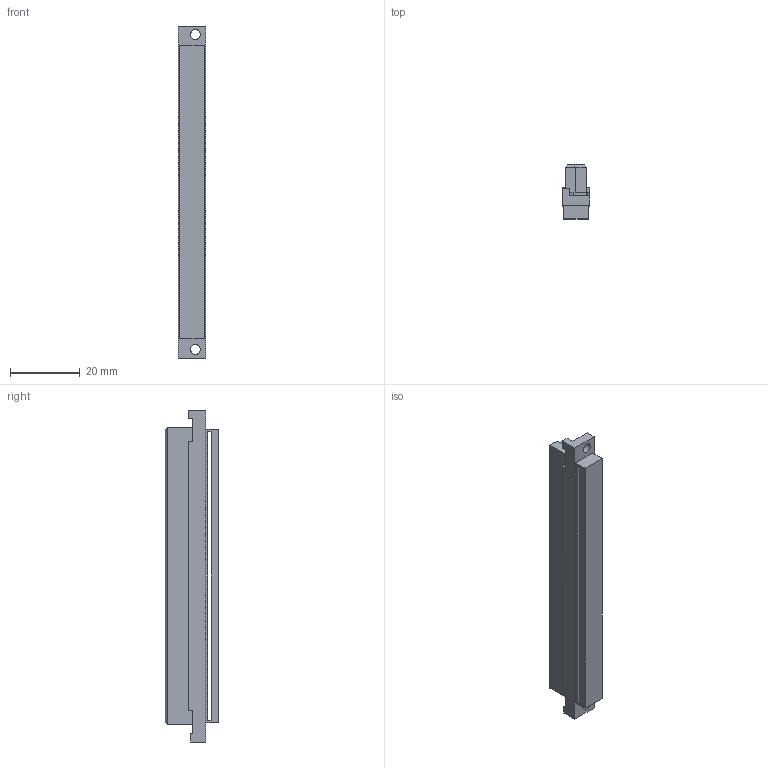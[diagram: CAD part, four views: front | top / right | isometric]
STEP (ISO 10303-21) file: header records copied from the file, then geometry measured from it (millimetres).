
FILE_DESCRIPTION(/* description */ (''),/* implementation_level */ '2;1');
FILE_NAME(/* name */ '100102314ugm000_b.stp',/* time_stamp */ '2015-09-02T07:29:00+02:00',/* author */ (''),/* organization */ (''),/* preprocessor_version */ 'ST-DEVELOPER v15',/* originating_system */ 'SIEMENS PLM Software NX 8.5',/* authorisation */ '');
FILE_SCHEMA (('AUTOMOTIVE_DESIGN { 1 0 10303 214 3 1 1 1 }'));
Length unit declared in the file: millimetre
Products named in the file (1): 100102314ugm000_b
Bounding box: 8 x 15.3 x 94.9 mm (x, y, z)
Volume: 8374.7 mm3; surface area: 5468.7 mm2
Topology: 1 solids, 1 shells, 377 faces, 922 edges, 614 vertices
Faces by surface type: plane 375, cylinder 2
Full cylindrical faces by diameter (mm): 2.8 x2
Entity records: 10886 total; most frequent: CARTESIAN_POINT 1912, ORIENTED_EDGE 1840, DIRECTION 1680, EDGE_CURVE 920, LINE 916, VECTOR 916, VERTEX_POINT 612, EDGE_LOOP 450
